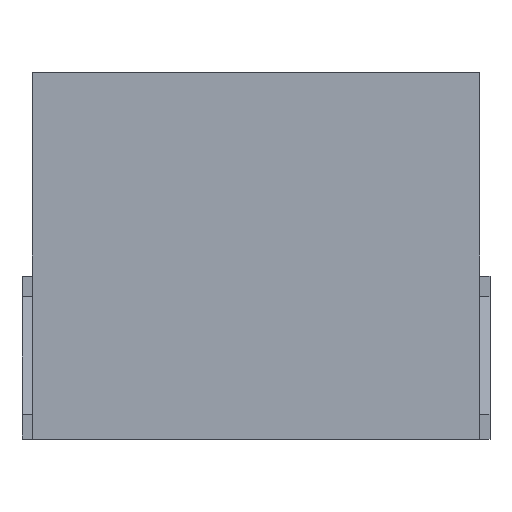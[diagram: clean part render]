
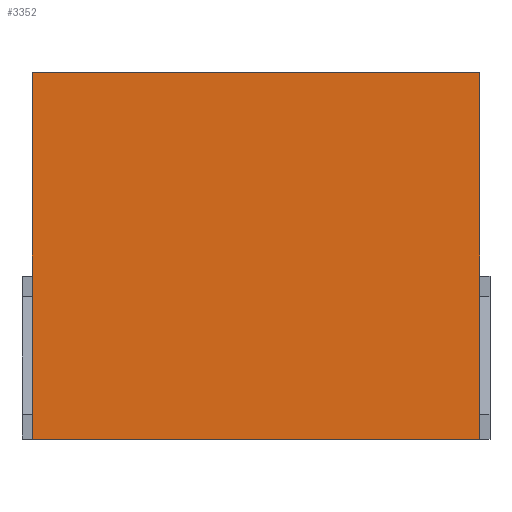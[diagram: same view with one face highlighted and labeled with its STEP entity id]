
A CAD part, front view. The second image highlights one B-rep face of the part: STEP entity #3352.
In plain terms, the highlighted planar face has unit normal (0, -1, 0).
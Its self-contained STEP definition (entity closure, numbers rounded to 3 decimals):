
#332 = VECTOR ( 'NONE', #5885, 1000. ) ;
#865 = CARTESIAN_POINT ( 'NONE',  ( -2200., 0., 1800. ) ) ;
#1144 = CARTESIAN_POINT ( 'NONE',  ( -2200., 0., 1800. ) ) ;
#1404 = ORIENTED_EDGE ( 'NONE', *, *, #6951, .T. ) ;
#1704 = ORIENTED_EDGE ( 'NONE', *, *, #5493, .T. ) ;
#2032 = EDGE_CURVE ( 'NONE', #7745, #8704, #9969, .T. ) ;
#2228 = CARTESIAN_POINT ( 'NONE',  ( 0., 0., 1800. ) ) ;
#2348 = DIRECTION ( 'NONE',  ( 1., 0., 0. ) ) ;
#2492 = FACE_OUTER_BOUND ( 'NONE', #4956, .T. ) ;
#2849 = DIRECTION ( 'NONE',  ( 0., 1., 0. ) ) ;
#2891 = DIRECTION ( 'NONE',  ( 0., 0., -1. ) ) ;
#3333 = VERTEX_POINT ( 'NONE', #8678 ) ;
#3352 = ADVANCED_FACE ( 'NONE', ( #2492 ), #9414, .F. ) ;
#3720 = CARTESIAN_POINT ( 'NONE',  ( 0., 0., 1800. ) ) ;
#3821 = VECTOR ( 'NONE', #2891, 1000. ) ;
#4139 = AXIS2_PLACEMENT_3D ( 'NONE', #2228, #2849, #9300 ) ;
#4320 = VERTEX_POINT ( 'NONE', #8624 ) ;
#4326 = LINE ( 'NONE', #3720, #3821 ) ;
#4956 = EDGE_LOOP ( 'NONE', ( #1404, #5860, #8282, #1704 ) ) ;
#5493 = EDGE_CURVE ( 'NONE', #7745, #3333, #6105, .T. ) ;
#5860 = ORIENTED_EDGE ( 'NONE', *, *, #7430, .F. ) ;
#5885 = DIRECTION ( 'NONE',  ( 1., 0., 0. ) ) ;
#6105 = LINE ( 'NONE', #1144, #8894 ) ;
#6229 = CARTESIAN_POINT ( 'NONE',  ( 0., 0., 1800. ) ) ;
#6951 = EDGE_CURVE ( 'NONE', #3333, #4320, #9345, .T. ) ;
#7187 = VECTOR ( 'NONE', #2348, 1000. ) ;
#7430 = EDGE_CURVE ( 'NONE', #8704, #4320, #4326, .T. ) ;
#7472 = CARTESIAN_POINT ( 'NONE',  ( 0., 0., 1800. ) ) ;
#7540 = DIRECTION ( 'NONE',  ( 0., 0., -1. ) ) ;
#7745 = VERTEX_POINT ( 'NONE', #865 ) ;
#8282 = ORIENTED_EDGE ( 'NONE', *, *, #2032, .F. ) ;
#8624 = CARTESIAN_POINT ( 'NONE',  ( 0., 0., 0. ) ) ;
#8678 = CARTESIAN_POINT ( 'NONE',  ( -2200., 0., 0. ) ) ;
#8704 = VERTEX_POINT ( 'NONE', #6229 ) ;
#8894 = VECTOR ( 'NONE', #7540, 1000. ) ;
#9300 = DIRECTION ( 'NONE',  ( 0., 0., 1. ) ) ;
#9345 = LINE ( 'NONE', #10268, #7187 ) ;
#9414 = PLANE ( 'NONE',  #4139 ) ;
#9969 = LINE ( 'NONE', #7472, #332 ) ;
#10268 = CARTESIAN_POINT ( 'NONE',  ( 0., 0., 0. ) ) ;
